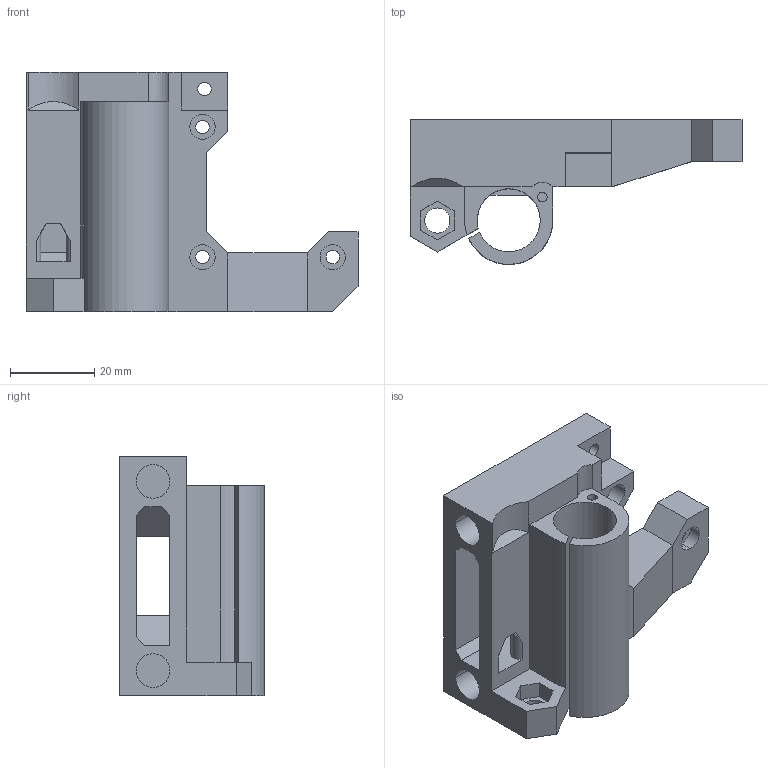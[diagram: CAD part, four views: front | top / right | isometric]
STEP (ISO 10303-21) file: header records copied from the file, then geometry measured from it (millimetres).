
FILE_DESCRIPTION (( 'STEP AP214' ), '1' );
FILE_NAME ('P3sTE_MK2 - X-end-stepper_v1_2.STEP', '2019-10-03T21:05:13', ( '' ), ( '' ), 'SwSTEP 2.0', 'NoobCAD', '' );
FILE_SCHEMA (( 'AUTOMOTIVE_DESIGN' ));
Length unit declared in the file: millimetre
Products named in the file (1): P3sTE_MK2 - X-end-stepper_v1_2
Bounding box: 79 x 34.49 x 57 mm (x, y, z)
Volume: 40370.6 mm3; surface area: 20505 mm2
Topology: 1 solids, 1 shells, 101 faces, 267 edges, 176 vertices
Faces by surface type: plane 67, cylinder 34
Entity records: 3181 total; most frequent: CARTESIAN_POINT 557, ORIENTED_EDGE 534, DIRECTION 533, EDGE_CURVE 267, VECTOR 197, LINE 197, VERTEX_POINT 176, AXIS2_PLACEMENT_3D 168
